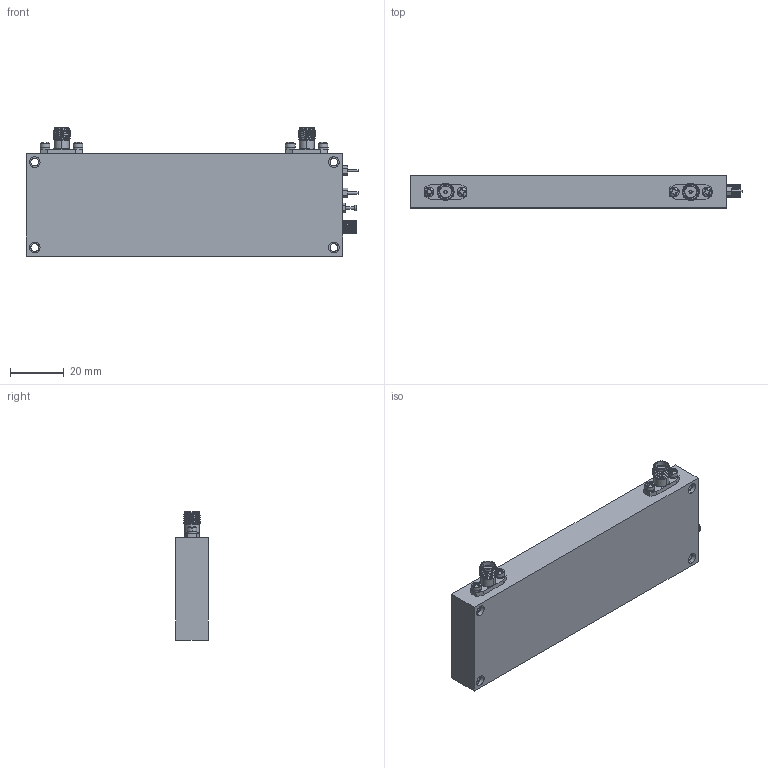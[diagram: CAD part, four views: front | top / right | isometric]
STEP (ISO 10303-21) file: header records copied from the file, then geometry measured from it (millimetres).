
FILE_DESCRIPTION (( 'STEP AP214' ), '1' );
FILE_NAME ('FD-70M-50M-1212-50OHMS 3D MODEL.STEP', '2024-09-24T15:23:41', ( '' ), ( '' ), 'SwSTEP 2.0', 'SolidWorks 2024', '' );
FILE_SCHEMA (( 'AUTOMOTIVE_DESIGN' ));
Length unit declared in the file: inch
Products named in the file (1): FD-70M-50M-1212-50OHMS 3D MODEL
Bounding box: 123.32 x 11.94 x 47.62 mm (x, y, z)
Volume: 54204.3 mm3; surface area: 15346.6 mm2
Topology: 20 solids, 20 shells, 621 faces, 1508 edges, 942 vertices
Faces by surface type: plane 267, cylinder 200, cone 68, sphere 35, bspline 28, torus 23
Entity records: 24509 total; most frequent: CARTESIAN_POINT 10000, ORIENTED_EDGE 2992, DIRECTION 2991, EDGE_CURVE 1496, AXIS2_PLACEMENT_3D 1147, VERTEX_POINT 942, LINE 697, VECTOR 697
